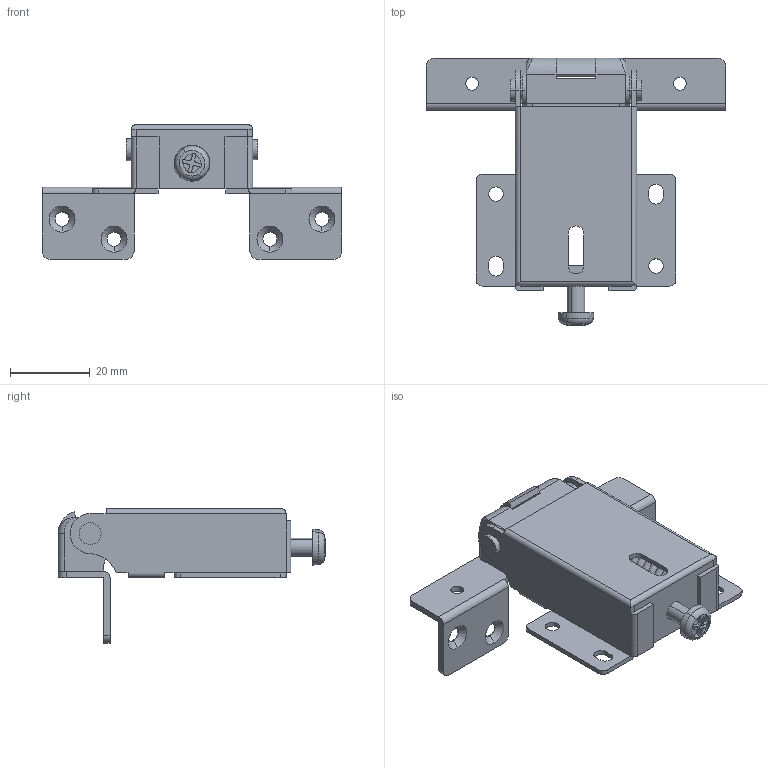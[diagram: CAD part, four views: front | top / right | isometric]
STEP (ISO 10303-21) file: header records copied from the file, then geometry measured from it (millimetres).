
FILE_DESCRIPTION (( 'STEP AP214' ), '1' );
FILE_NAME ('TH_91.STEP', '2015-05-22T01:38:50', ( '' ), ( '' ), 'SwSTEP 2.0', 'SolidWorks 2015', '' );
FILE_SCHEMA (( 'AUTOMOTIVE_DESIGN' ));
Length unit declared in the file: millimetre
Products named in the file (12): set plate; screw; cover_B; cover_A; TH_91; roller; washer; spring; shaft_A; spring holder_B; spring holder_A; shaft_B
Assembly tree (13 placements, depth 2):
  TH_91
    cover_A
    cover_B
    screw
    set plate
    shaft_A
    shaft_B
    spring holder_A
    spring holder_B
    spring  x2
    washer  x2
    roller
Bounding box: 75 x 66.97 x 33.6 mm (x, y, z)
Volume: 16033.9 mm3; surface area: 22146.3 mm2
Topology: 13 solids, 13 shells, 284 faces, 707 edges, 446 vertices
Faces by surface type: plane 141, cylinder 117, bspline 12, cone 10, torus 4
Entity records: 10875 total; most frequent: CARTESIAN_POINT 3722, DIRECTION 1427, ORIENTED_EDGE 1354, EDGE_CURVE 677, AXIS2_PLACEMENT_3D 511, VERTEX_POINT 432, LINE 405, VECTOR 405
